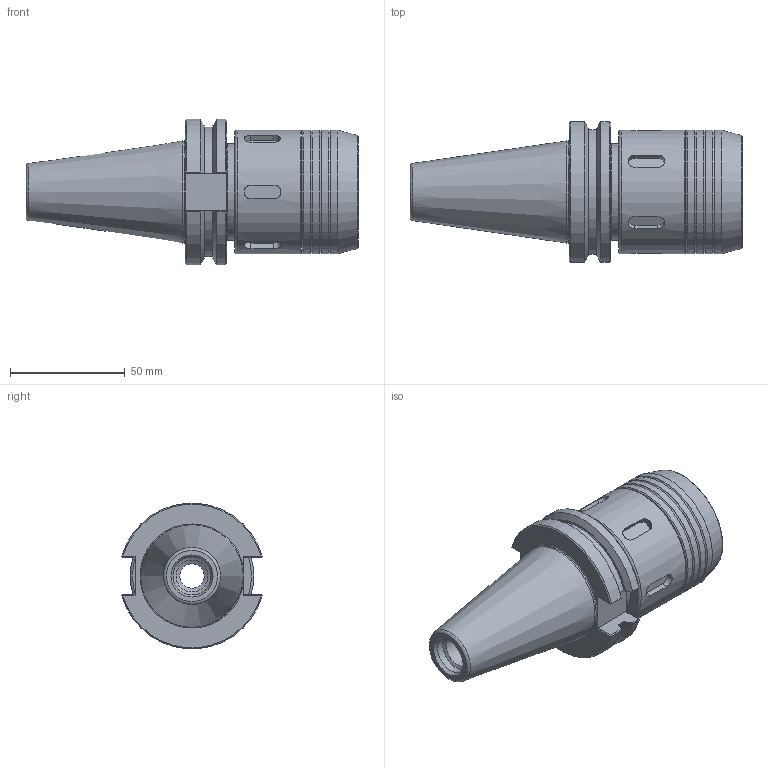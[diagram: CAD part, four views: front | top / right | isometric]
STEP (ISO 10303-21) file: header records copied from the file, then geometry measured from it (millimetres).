
FILE_DESCRIPTION(/* description */ (''),/* implementation_level */ '2;1');
FILE_NAME(/* name */ 'DCAT40-BC100-0300.stp',/* time_stamp */ '2019-07-11T08:36:23-05:00',/* author */ ('ldfli'),/* organization */ ('Pioneer N.A.'),/* preprocessor_version */ 'ST-DEVELOPER v18',/* originating_system */ 'Autodesk Inventor LT',/* authorisation */ '');
FILE_SCHEMA (('AUTOMOTIVE_DESIGN { 1 0 10303 214 3 1 1 }'));
Length unit declared in the file: millimetre
Products named in the file (1): DCAT40-BC100-0300
Bounding box: 144.45 x 61.09 x 63.26 mm (x, y, z)
Volume: 189774.8 mm3; surface area: 54751.2 mm2
Topology: 3 solids, 3 shells, 156 faces, 476 edges, 338 vertices
Faces by surface type: plane 64, cylinder 43, torus 33, cone 16
Full cylindrical faces by diameter (mm): 10 x1, 10.6 x1, 13.894 x1, 16.472 x1, 25.4 x1, 26 x1, 40.5 x1, 42 x1, 42.4 x1, 44.01 x2, 44.21 x2, 44.386 x1, 53.8 x5
Entity records: 5896 total; most frequent: CARTESIAN_POINT 1464, DIRECTION 955, ORIENTED_EDGE 952, EDGE_CURVE 476, AXIS2_PLACEMENT_3D 399, VERTEX_POINT 338, CIRCLE 242, EDGE_LOOP 174
